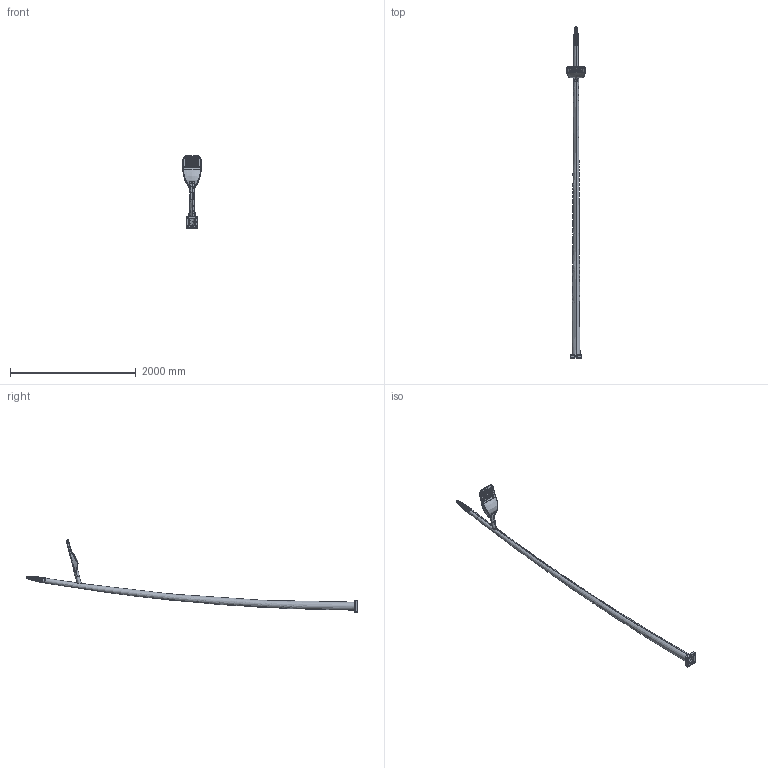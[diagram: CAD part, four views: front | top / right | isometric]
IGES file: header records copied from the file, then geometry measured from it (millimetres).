
Start section: SolidWorks IGES file using analytic representation for surfaces
Global section: file name: rega-1-5(60)-(Ê170-130-4õ14)-ö+ïî.IGS; native system: SolidWorks 2020; preprocessor: SolidWorks 2020; author: Åêàòåðèíà; date: 210712.171836; units: millimetre
Bounding box: 288.07 x 5287.75 x 1154.67 mm (x, y, z)
Surface area: 4046637.7 mm2 (no closed solid volume)
Topology: 0 solids, 0 shells, 6485 faces, 50843 edges, 50743 vertices
Faces by surface type: bspline 5537, revolution 948
